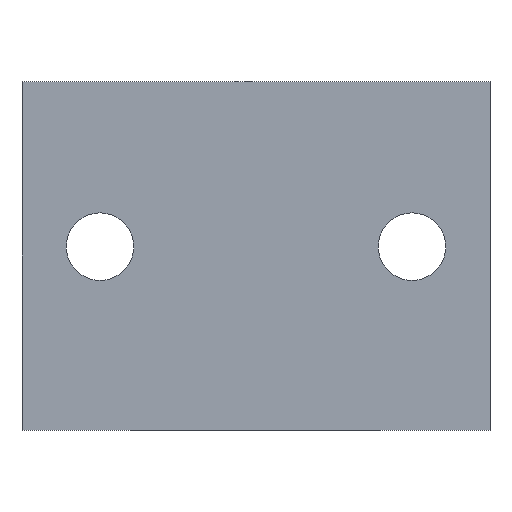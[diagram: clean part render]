
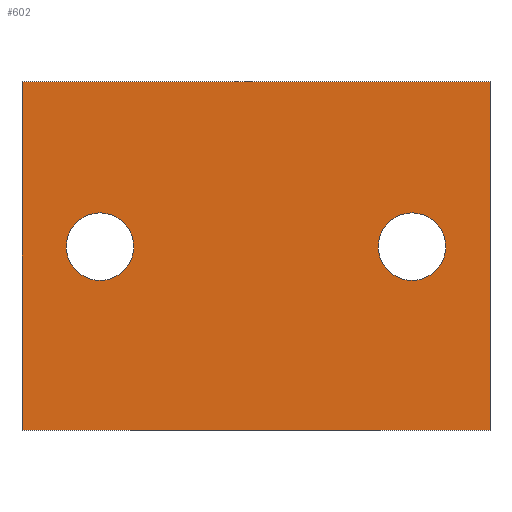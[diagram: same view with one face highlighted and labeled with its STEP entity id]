
A CAD part, front view. The second image highlights one B-rep face of the part: STEP entity #602.
In plain terms, the highlighted planar face has unit normal (0, -1, 0).
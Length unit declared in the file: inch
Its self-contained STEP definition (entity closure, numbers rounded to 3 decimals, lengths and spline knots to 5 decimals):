
#15 = CARTESIAN_POINT ( 'NONE',  ( -0.75, 0., 0. ) ) ;
#25 = CARTESIAN_POINT ( 'NONE',  ( 0.75, 0., -1.11735 ) ) ;
#29 = EDGE_CURVE ( 'NONE', #624, #727, #469, .T. ) ;
#34 = CARTESIAN_POINT ( 'NONE',  ( 0.5, 0., -0.63704 ) ) ;
#42 = DIRECTION ( 'NONE',  ( 0., 1., 0. ) ) ;
#45 = VERTEX_POINT ( 'NONE', #75 ) ;
#48 = ORIENTED_EDGE ( 'NONE', *, *, #116, .F. ) ;
#52 = CARTESIAN_POINT ( 'NONE',  ( 0.5, 0., -0.52877 ) ) ;
#67 = CARTESIAN_POINT ( 'NONE',  ( -0.5, 0., -0.52877 ) ) ;
#75 = CARTESIAN_POINT ( 'NONE',  ( -0.75, 0., -1.11735 ) ) ;
#116 = EDGE_CURVE ( 'NONE', #434, #308, #257, .T. ) ;
#118 = EDGE_CURVE ( 'NONE', #420, #45, #686, .T. ) ;
#128 = LINE ( 'NONE', #401, #848 ) ;
#134 = DIRECTION ( 'NONE',  ( 0., 1., 0. ) ) ;
#138 = DIRECTION ( 'NONE',  ( 0., 1., 0. ) ) ;
#141 = LINE ( 'NONE', #319, #161 ) ;
#146 = EDGE_LOOP ( 'NONE', ( #823, #700, #48, #797 ) ) ;
#160 = DIRECTION ( 'NONE',  ( 0., 0., -1. ) ) ;
#161 = VECTOR ( 'NONE', #736, 39.37008 ) ;
#224 = ORIENTED_EDGE ( 'NONE', *, *, #29, .T. ) ;
#229 = CIRCLE ( 'NONE', #354, 0.10827 ) ;
#248 = DIRECTION ( 'NONE',  ( 0., 1., 0. ) ) ;
#255 = AXIS2_PLACEMENT_3D ( 'NONE', #655, #785, #588 ) ;
#257 = LINE ( 'NONE', #826, #659 ) ;
#260 = CARTESIAN_POINT ( 'NONE',  ( -0.5, 0., -0.42051 ) ) ;
#266 = VERTEX_POINT ( 'NONE', #34 ) ;
#308 = VERTEX_POINT ( 'NONE', #25 ) ;
#312 = FACE_BOUND ( 'NONE', #751, .T. ) ;
#319 = CARTESIAN_POINT ( 'NONE',  ( 0.75, 0., 0. ) ) ;
#323 = DIRECTION ( 'NONE',  ( 0., 0., 1. ) ) ;
#354 = AXIS2_PLACEMENT_3D ( 'NONE', #722, #42, #323 ) ;
#361 = EDGE_CURVE ( 'NONE', #809, #266, #363, .T. ) ;
#363 = CIRCLE ( 'NONE', #255, 0.10827 ) ;
#373 = EDGE_CURVE ( 'NONE', #727, #624, #229, .T. ) ;
#389 = DIRECTION ( 'NONE',  ( 0., 0., 1. ) ) ;
#397 = CARTESIAN_POINT ( 'NONE',  ( -0.75, 0., 0. ) ) ;
#400 = FACE_BOUND ( 'NONE', #782, .T. ) ;
#401 = CARTESIAN_POINT ( 'NONE',  ( 0.75, 0., -1.11735 ) ) ;
#409 = PLANE ( 'NONE',  #839 ) ;
#420 = VERTEX_POINT ( 'NONE', #397 ) ;
#434 = VERTEX_POINT ( 'NONE', #461 ) ;
#461 = CARTESIAN_POINT ( 'NONE',  ( 0.75, 0., 0. ) ) ;
#462 = DIRECTION ( 'NONE',  ( -1., 0., 0. ) ) ;
#469 = CIRCLE ( 'NONE', #643, 0.10827 ) ;
#477 = EDGE_CURVE ( 'NONE', #434, #420, #141, .T. ) ;
#481 = ORIENTED_EDGE ( 'NONE', *, *, #688, .T. ) ;
#500 = AXIS2_PLACEMENT_3D ( 'NONE', #52, #248, #389 ) ;
#529 = DIRECTION ( 'NONE',  ( 0., 0., 1. ) ) ;
#545 = CARTESIAN_POINT ( 'NONE',  ( 0.75, 0., 0. ) ) ;
#556 = FACE_OUTER_BOUND ( 'NONE', #146, .T. ) ;
#575 = ORIENTED_EDGE ( 'NONE', *, *, #361, .T. ) ;
#588 = DIRECTION ( 'NONE',  ( 0., 0., 1. ) ) ;
#602 = ADVANCED_FACE ( 'NONE', ( #400, #312, #556 ), #409, .F. ) ;
#609 = DIRECTION ( 'NONE',  ( 0., 0., 1. ) ) ;
#624 = VERTEX_POINT ( 'NONE', #670 ) ;
#643 = AXIS2_PLACEMENT_3D ( 'NONE', #67, #134, #609 ) ;
#654 = EDGE_CURVE ( 'NONE', #308, #45, #128, .T. ) ;
#655 = CARTESIAN_POINT ( 'NONE',  ( 0.5, 0., -0.52877 ) ) ;
#659 = VECTOR ( 'NONE', #834, 39.37008 ) ;
#669 = CARTESIAN_POINT ( 'NONE',  ( 0.5, 0., -0.42051 ) ) ;
#670 = CARTESIAN_POINT ( 'NONE',  ( -0.5, 0., -0.63704 ) ) ;
#673 = VECTOR ( 'NONE', #160, 39.37008 ) ;
#686 = LINE ( 'NONE', #15, #673 ) ;
#688 = EDGE_CURVE ( 'NONE', #266, #809, #872, .T. ) ;
#700 = ORIENTED_EDGE ( 'NONE', *, *, #654, .F. ) ;
#710 = ORIENTED_EDGE ( 'NONE', *, *, #373, .T. ) ;
#722 = CARTESIAN_POINT ( 'NONE',  ( -0.5, 0., -0.52877 ) ) ;
#727 = VERTEX_POINT ( 'NONE', #260 ) ;
#736 = DIRECTION ( 'NONE',  ( -1., 0., 0. ) ) ;
#751 = EDGE_LOOP ( 'NONE', ( #575, #481 ) ) ;
#782 = EDGE_LOOP ( 'NONE', ( #710, #224 ) ) ;
#785 = DIRECTION ( 'NONE',  ( 0., 1., 0. ) ) ;
#797 = ORIENTED_EDGE ( 'NONE', *, *, #477, .T. ) ;
#809 = VERTEX_POINT ( 'NONE', #669 ) ;
#823 = ORIENTED_EDGE ( 'NONE', *, *, #118, .T. ) ;
#826 = CARTESIAN_POINT ( 'NONE',  ( 0.75, 0., 0. ) ) ;
#834 = DIRECTION ( 'NONE',  ( 0., 0., -1. ) ) ;
#839 = AXIS2_PLACEMENT_3D ( 'NONE', #545, #138, #529 ) ;
#848 = VECTOR ( 'NONE', #462, 39.37008 ) ;
#872 = CIRCLE ( 'NONE', #500, 0.10827 ) ;
